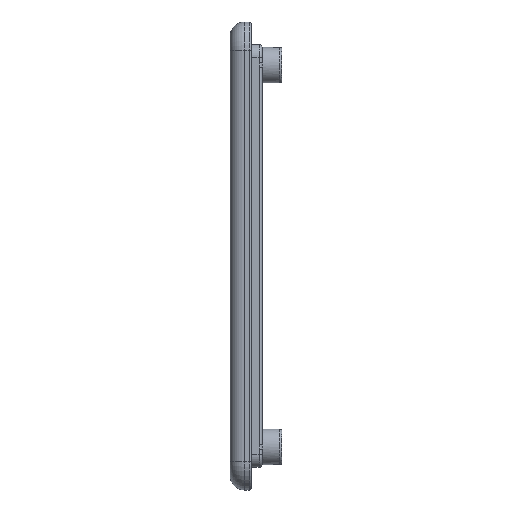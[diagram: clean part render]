
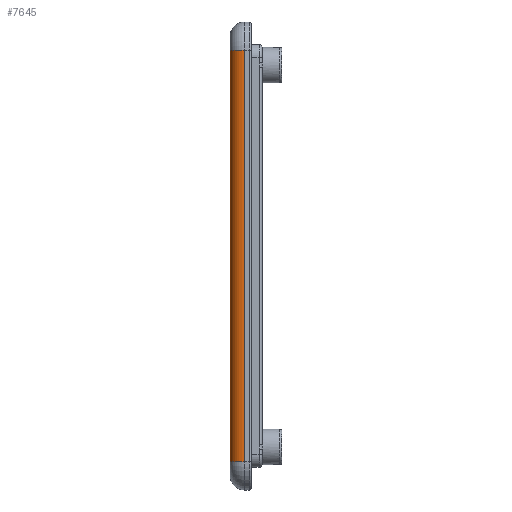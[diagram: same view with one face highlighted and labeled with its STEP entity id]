
A CAD part, left-side view. The second image highlights one B-rep face of the part: STEP entity #7645.
In plain terms, the highlighted cylindrical face has radius 2 mm (diameter 4 mm), a partial arc.
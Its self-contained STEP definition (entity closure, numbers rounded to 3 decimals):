
#347 = FACE_OUTER_BOUND ( 'NONE', #2230, .T. ) ;
#465 = DIRECTION ( 'NONE',  ( 0., 0., -1. ) ) ;
#837 = ORIENTED_EDGE ( 'NONE', *, *, #22731, .F. ) ;
#871 = DIRECTION ( 'NONE',  ( 1., 0., 0. ) ) ;
#2227 = ORIENTED_EDGE ( 'NONE', *, *, #22299, .F. ) ;
#2230 = EDGE_LOOP ( 'NONE', ( #21808, #837, #13582, #2227 ) ) ;
#2432 = DIRECTION ( 'NONE',  ( 1., 0., 0. ) ) ;
#3182 = AXIS2_PLACEMENT_3D ( 'NONE', #18607, #465, #15123 ) ;
#3681 = VECTOR ( 'NONE', #5432, 1000. ) ;
#4108 = AXIS2_PLACEMENT_3D ( 'NONE', #11692, #19014, #871 ) ;
#4413 = AXIS2_PLACEMENT_3D ( 'NONE', #7976, #11691, #2432 ) ;
#4815 = VECTOR ( 'NONE', #19710, 1000. ) ;
#5432 = DIRECTION ( 'NONE',  ( 0., 0., 1. ) ) ;
#6943 = CARTESIAN_POINT ( 'NONE',  ( -33.5, 18., 29. ) ) ;
#7536 = VERTEX_POINT ( 'NONE', #12626 ) ;
#7645 = ADVANCED_FACE ( 'NONE', ( #347 ), #15012, .T. ) ;
#7712 = VERTEX_POINT ( 'NONE', #13330 ) ;
#7976 = CARTESIAN_POINT ( 'NONE',  ( -33.5, 16., 29. ) ) ;
#10732 = CARTESIAN_POINT ( 'NONE',  ( -33.5, 18., 29. ) ) ;
#11094 = CARTESIAN_POINT ( 'NONE',  ( -35.5, 16., 29. ) ) ;
#11691 = DIRECTION ( 'NONE',  ( 0., 0., 1. ) ) ;
#11692 = CARTESIAN_POINT ( 'NONE',  ( -33.5, 16., -29. ) ) ;
#12388 = CARTESIAN_POINT ( 'NONE',  ( -35.5, 16., -29. ) ) ;
#12503 = LINE ( 'NONE', #12388, #4815 ) ;
#12626 = CARTESIAN_POINT ( 'NONE',  ( -33.5, 18., -29. ) ) ;
#13330 = CARTESIAN_POINT ( 'NONE',  ( -35.5, 16., -29. ) ) ;
#13582 = ORIENTED_EDGE ( 'NONE', *, *, #19386, .F. ) ;
#13635 = CIRCLE ( 'NONE', #4413, 2. ) ;
#14951 = VERTEX_POINT ( 'NONE', #6943 ) ;
#15012 = CYLINDRICAL_SURFACE ( 'NONE', #3182, 2. ) ;
#15123 = DIRECTION ( 'NONE',  ( -1., 0., 0. ) ) ;
#15504 = VERTEX_POINT ( 'NONE', #11094 ) ;
#18607 = CARTESIAN_POINT ( 'NONE',  ( -33.5, 16., 29. ) ) ;
#19014 = DIRECTION ( 'NONE',  ( 0., 0., 1. ) ) ;
#19076 = CIRCLE ( 'NONE', #4108, 2. ) ;
#19386 = EDGE_CURVE ( 'NONE', #14951, #15504, #13635, .T. ) ;
#19710 = DIRECTION ( 'NONE',  ( 0., 0., -1. ) ) ;
#20099 = LINE ( 'NONE', #10732, #3681 ) ;
#21693 = EDGE_CURVE ( 'NONE', #7536, #7712, #19076, .T. ) ;
#21808 = ORIENTED_EDGE ( 'NONE', *, *, #21693, .T. ) ;
#22299 = EDGE_CURVE ( 'NONE', #7536, #14951, #20099, .T. ) ;
#22731 = EDGE_CURVE ( 'NONE', #15504, #7712, #12503, .T. ) ;
